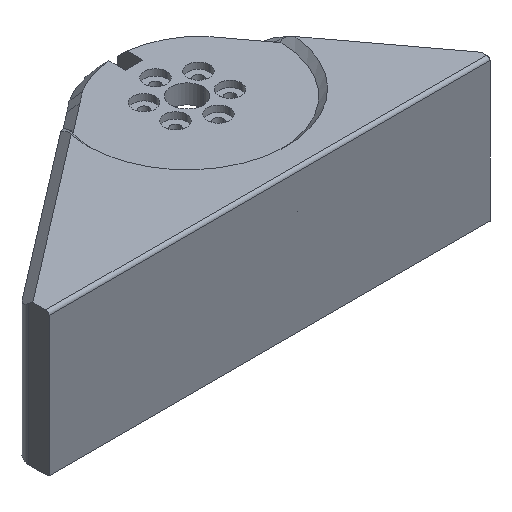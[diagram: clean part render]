
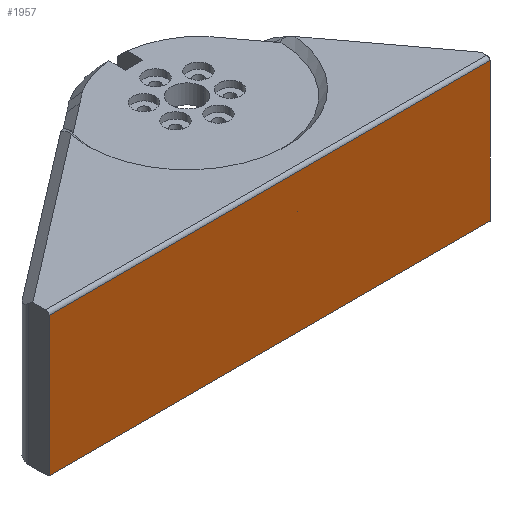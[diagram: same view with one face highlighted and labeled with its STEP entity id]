
A CAD part, isometric view. The second image highlights one B-rep face of the part: STEP entity #1957.
In plain terms, the highlighted planar face has unit normal (0, -1, 0).
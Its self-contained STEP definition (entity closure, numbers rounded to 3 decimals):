
#112 = DIRECTION ( 'NONE',  ( 1., 0., 0. ) ) ;
#234 = VERTEX_POINT ( 'NONE', #1706 ) ;
#392 = VECTOR ( 'NONE', #433, 1000. ) ;
#401 = ORIENTED_EDGE ( 'NONE', *, *, #1251, .T. ) ;
#433 = DIRECTION ( 'NONE',  ( 0., 0., 1. ) ) ;
#545 = CARTESIAN_POINT ( 'NONE',  ( -87.878, -33.465, -36.776 ) ) ;
#592 = ORIENTED_EDGE ( 'NONE', *, *, #1735, .T. ) ;
#762 = CARTESIAN_POINT ( 'NONE',  ( 51.059, -33.465, -36.776 ) ) ;
#1044 = VECTOR ( 'NONE', #112, 1000. ) ;
#1052 = DIRECTION ( 'NONE',  ( 0., 0., -1. ) ) ;
#1086 = VECTOR ( 'NONE', #2311, 1000. ) ;
#1102 = VECTOR ( 'NONE', #1052, 1000. ) ;
#1125 = CARTESIAN_POINT ( 'NONE',  ( -87.878, -33.465, 7. ) ) ;
#1236 = CARTESIAN_POINT ( 'NONE',  ( -87.878, -33.465, 163.809 ) ) ;
#1251 = EDGE_CURVE ( 'NONE', #2004, #2215, #2533, .T. ) ;
#1253 = LINE ( 'NONE', #2486, #392 ) ;
#1361 = EDGE_CURVE ( 'NONE', #234, #1984, #1509, .T. ) ;
#1509 = LINE ( 'NONE', #1125, #1086 ) ;
#1518 = PLANE ( 'NONE',  #2019 ) ;
#1608 = ORIENTED_EDGE ( 'NONE', *, *, #1952, .T. ) ;
#1706 = CARTESIAN_POINT ( 'NONE',  ( 51.059, -33.465, 7. ) ) ;
#1735 = EDGE_CURVE ( 'NONE', #1984, #2004, #2452, .T. ) ;
#1739 = DIRECTION ( 'NONE',  ( 0., 0., 1. ) ) ;
#1845 = CARTESIAN_POINT ( 'NONE',  ( -87.878, -33.465, 7. ) ) ;
#1917 = CARTESIAN_POINT ( 'NONE',  ( 54.589, -33.465, -36.776 ) ) ;
#1947 = DIRECTION ( 'NONE',  ( 0., 1., 0. ) ) ;
#1952 = EDGE_CURVE ( 'NONE', #2215, #234, #1253, .T. ) ;
#1957 = ADVANCED_FACE ( 'NONE', ( #2521 ), #1518, .F. ) ;
#1984 = VERTEX_POINT ( 'NONE', #1845 ) ;
#2004 = VERTEX_POINT ( 'NONE', #545 ) ;
#2019 = AXIS2_PLACEMENT_3D ( 'NONE', #2546, #1947, #1739 ) ;
#2215 = VERTEX_POINT ( 'NONE', #762 ) ;
#2294 = EDGE_LOOP ( 'NONE', ( #1608, #2537, #592, #401 ) ) ;
#2311 = DIRECTION ( 'NONE',  ( -1., 0., 0. ) ) ;
#2452 = LINE ( 'NONE', #1236, #1102 ) ;
#2486 = CARTESIAN_POINT ( 'NONE',  ( 51.059, -33.465, 163.809 ) ) ;
#2521 = FACE_OUTER_BOUND ( 'NONE', #2294, .T. ) ;
#2533 = LINE ( 'NONE', #1917, #1044 ) ;
#2537 = ORIENTED_EDGE ( 'NONE', *, *, #1361, .T. ) ;
#2546 = CARTESIAN_POINT ( 'NONE',  ( -96.195, -33.465, 5. ) ) ;
